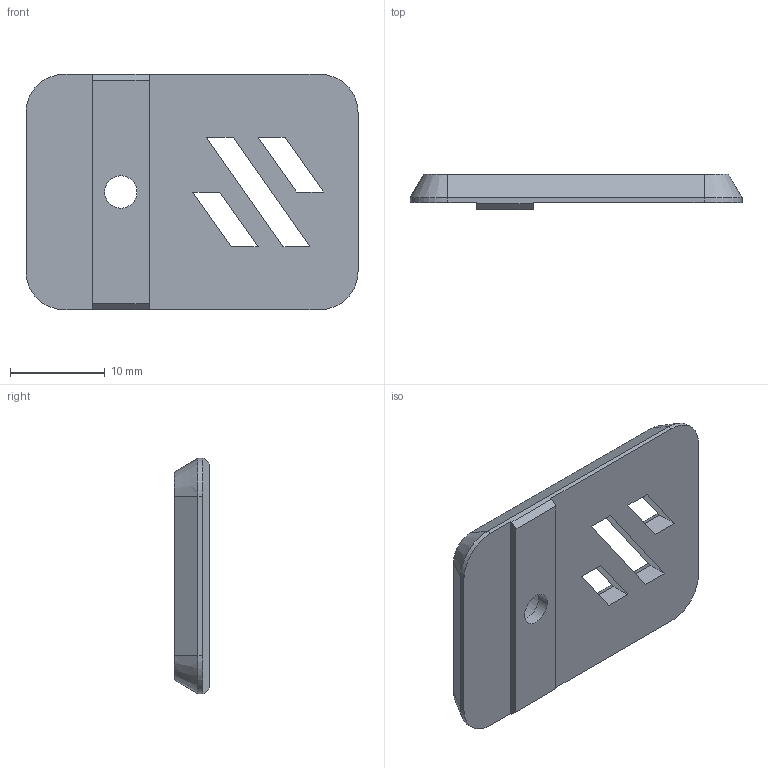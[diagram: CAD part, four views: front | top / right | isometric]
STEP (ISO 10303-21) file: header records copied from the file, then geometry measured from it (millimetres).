
FILE_DESCRIPTION(/* description */ (''),/* implementation_level */ '2;1');
FILE_NAME(/* name */ 'deck_panel_support_upper.stp',/* time_stamp */ '2021-06-15T19:36:22-06:00',/* author */ ('wile.e'),/* organization */ (''),/* preprocessor_version */ 'ST-DEVELOPER v18.1',/* originating_system */ 'Autodesk Inventor 2022',/* authorisation */ '');
FILE_SCHEMA (('AUTOMOTIVE_DESIGN { 1 0 10303 214 3 1 1 }'));
Length unit declared in the file: millimetre
Products named in the file (1): deck_panel_support_upper
Bounding box: 35 x 3.75 x 24.8 mm (x, y, z)
Volume: 2177.5 mm3; surface area: 2070.3 mm2
Topology: 1 solids, 1 shells, 51 faces, 124 edges, 76 vertices
Faces by surface type: plane 41, cylinder 6, cone 4
Full cylindrical faces by diameter (mm): 3.4 x1, 6 x1
Entity records: 1511 total; most frequent: CARTESIAN_POINT 252, ORIENTED_EDGE 248, DIRECTION 244, EDGE_CURVE 124, LINE 108, VECTOR 108, VERTEX_POINT 76, AXIS2_PLACEMENT_3D 68
